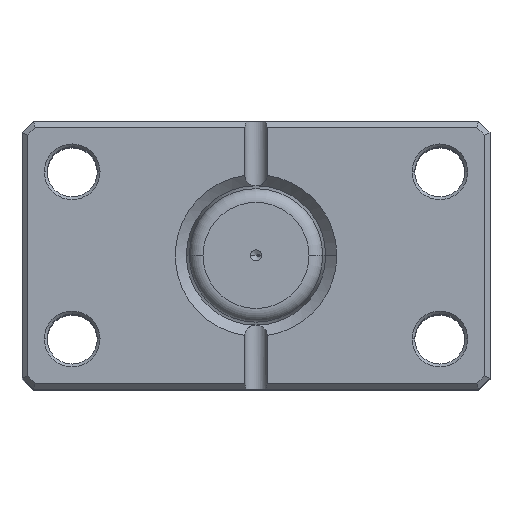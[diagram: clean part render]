
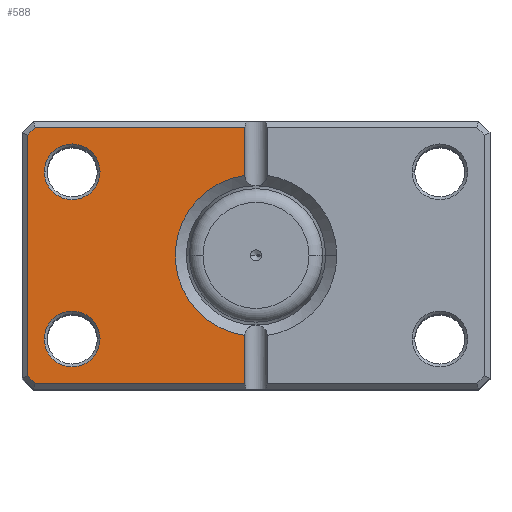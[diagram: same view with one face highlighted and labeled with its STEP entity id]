
A CAD part, top view. The second image highlights one B-rep face of the part: STEP entity #588.
In plain terms, the highlighted face is planar.
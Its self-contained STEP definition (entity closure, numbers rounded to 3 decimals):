
#28 = EDGE_CURVE ( 'NONE', #4723, #2999, #2008, .T. ) ;
#34 = EDGE_LOOP ( 'NONE', ( #1165, #2397 ) ) ;
#126 = ORIENTED_EDGE ( 'NONE', *, *, #5219, .T. ) ;
#194 = LINE ( 'NONE', #4317, #3798 ) ;
#272 = ORIENTED_EDGE ( 'NONE', *, *, #2647, .T. ) ;
#532 = CARTESIAN_POINT ( 'NONE',  ( 28., 15., 0. ) ) ;
#543 = AXIS2_PLACEMENT_3D ( 'NONE', #1274, #2327, #936 ) ;
#586 = LINE ( 'NONE', #3799, #2031 ) ;
#588 = ADVANCED_FACE ( 'NONE', ( #2612, #5060, #1566 ), #2689, .F. ) ;
#597 = CIRCLE ( 'NONE', #3807, 14.5 ) ;
#790 = DIRECTION ( 'NONE',  ( -1., 0., 0. ) ) ;
#834 = CARTESIAN_POINT ( 'NONE',  ( 33., 15., 0. ) ) ;
#916 = VECTOR ( 'NONE', #2089, 1000. ) ;
#936 = DIRECTION ( 'NONE',  ( 1., 0., 0. ) ) ;
#942 = EDGE_CURVE ( 'NONE', #2405, #5857, #1621, .T. ) ;
#1070 = DIRECTION ( 'NONE',  ( -0.707, -0.707, 0. ) ) ;
#1163 = LINE ( 'NONE', #5940, #3434 ) ;
#1165 = ORIENTED_EDGE ( 'NONE', *, *, #28, .T. ) ;
#1242 = LINE ( 'NONE', #1625, #916 ) ;
#1274 = CARTESIAN_POINT ( 'NONE',  ( 33., -15., 0. ) ) ;
#1319 = ORIENTED_EDGE ( 'NONE', *, *, #942, .T. ) ;
#1333 = DIRECTION ( 'NONE',  ( 1., 0., 0. ) ) ;
#1396 = EDGE_CURVE ( 'NONE', #5857, #2405, #3806, .T. ) ;
#1463 = EDGE_CURVE ( 'NONE', #4265, #5893, #5533, .T. ) ;
#1467 = ORIENTED_EDGE ( 'NONE', *, *, #1463, .T. ) ;
#1506 = CARTESIAN_POINT ( 'NONE',  ( 39.586, -23., 0. ) ) ;
#1566 = FACE_OUTER_BOUND ( 'NONE', #4459, .T. ) ;
#1610 = ORIENTED_EDGE ( 'NONE', *, *, #3750, .T. ) ;
#1612 = CARTESIAN_POINT ( 'NONE',  ( 41., 21.586, 0. ) ) ;
#1621 = CIRCLE ( 'NONE', #2257, 5. ) ;
#1625 = CARTESIAN_POINT ( 'NONE',  ( 2., 24., 0. ) ) ;
#1672 = VERTEX_POINT ( 'NONE', #5106 ) ;
#1679 = VERTEX_POINT ( 'NONE', #4641 ) ;
#1926 = VERTEX_POINT ( 'NONE', #1612 ) ;
#1962 = EDGE_CURVE ( 'NONE', #5893, #1926, #194, .T. ) ;
#2008 = CIRCLE ( 'NONE', #543, 5. ) ;
#2031 = VECTOR ( 'NONE', #1070, 1000. ) ;
#2089 = DIRECTION ( 'NONE',  ( 0., 1., 0. ) ) ;
#2134 = DIRECTION ( 'NONE',  ( 0., -1., 0. ) ) ;
#2257 = AXIS2_PLACEMENT_3D ( 'NONE', #4093, #3651, #3630 ) ;
#2290 = CARTESIAN_POINT ( 'NONE',  ( 33., -15., 0. ) ) ;
#2301 = CARTESIAN_POINT ( 'NONE',  ( 38., 15., 0. ) ) ;
#2327 = DIRECTION ( 'NONE',  ( 0., 0., 1. ) ) ;
#2390 = EDGE_CURVE ( 'NONE', #1672, #2598, #1163, .T. ) ;
#2397 = ORIENTED_EDGE ( 'NONE', *, *, #4842, .T. ) ;
#2405 = VERTEX_POINT ( 'NONE', #2301 ) ;
#2481 = DIRECTION ( 'NONE',  ( 0., 0., 1. ) ) ;
#2514 = CIRCLE ( 'NONE', #3288, 5. ) ;
#2519 = ORIENTED_EDGE ( 'NONE', *, *, #2390, .T. ) ;
#2598 = VERTEX_POINT ( 'NONE', #3334 ) ;
#2612 = FACE_BOUND ( 'NONE', #34, .T. ) ;
#2647 = EDGE_CURVE ( 'NONE', #1679, #5794, #586, .T. ) ;
#2652 = VECTOR ( 'NONE', #2134, 1000. ) ;
#2659 = ORIENTED_EDGE ( 'NONE', *, *, #1962, .T. ) ;
#2667 = DIRECTION ( 'NONE',  ( 1., 0., 0. ) ) ;
#2689 = PLANE ( 'NONE',  #4691 ) ;
#2710 = CARTESIAN_POINT ( 'NONE',  ( 0., 23., 0. ) ) ;
#2740 = DIRECTION ( 'NONE',  ( 1., 0., 0. ) ) ;
#2750 = EDGE_CURVE ( 'NONE', #1926, #1679, #3852, .T. ) ;
#2790 = EDGE_LOOP ( 'NONE', ( #4804, #1319 ) ) ;
#2999 = VERTEX_POINT ( 'NONE', #5910 ) ;
#3034 = CARTESIAN_POINT ( 'NONE',  ( 41., 0., 0. ) ) ;
#3062 = VERTEX_POINT ( 'NONE', #3634 ) ;
#3097 = VECTOR ( 'NONE', #3176, 1000. ) ;
#3170 = VECTOR ( 'NONE', #790, 1000. ) ;
#3176 = DIRECTION ( 'NONE',  ( 1., 0., 0. ) ) ;
#3193 = DIRECTION ( 'NONE',  ( 0., 1., 0. ) ) ;
#3288 = AXIS2_PLACEMENT_3D ( 'NONE', #2290, #5476, #2740 ) ;
#3334 = CARTESIAN_POINT ( 'NONE',  ( 2., -14.361, 0. ) ) ;
#3434 = VECTOR ( 'NONE', #3193, 1000. ) ;
#3480 = CARTESIAN_POINT ( 'NONE',  ( 2., 23., 0. ) ) ;
#3548 = CARTESIAN_POINT ( 'NONE',  ( 0., -23., 0. ) ) ;
#3630 = DIRECTION ( 'NONE',  ( 1., 0., 0. ) ) ;
#3634 = CARTESIAN_POINT ( 'NONE',  ( 2., 14.361, 0. ) ) ;
#3651 = DIRECTION ( 'NONE',  ( 0., 0., 1. ) ) ;
#3750 = EDGE_CURVE ( 'NONE', #5794, #1672, #5605, .T. ) ;
#3798 = VECTOR ( 'NONE', #5704, 1000. ) ;
#3799 = CARTESIAN_POINT ( 'NONE',  ( 31.293, -31.293, 0. ) ) ;
#3806 = CIRCLE ( 'NONE', #5260, 5. ) ;
#3807 = AXIS2_PLACEMENT_3D ( 'NONE', #5230, #2481, #5684 ) ;
#3852 = LINE ( 'NONE', #3034, #2652 ) ;
#3863 = ORIENTED_EDGE ( 'NONE', *, *, #2750, .T. ) ;
#4028 = DIRECTION ( 'NONE',  ( 0., 0., 1. ) ) ;
#4071 = EDGE_CURVE ( 'NONE', #2598, #3062, #597, .T. ) ;
#4093 = CARTESIAN_POINT ( 'NONE',  ( 33., 15., 0. ) ) ;
#4265 = VERTEX_POINT ( 'NONE', #3480 ) ;
#4317 = CARTESIAN_POINT ( 'NONE',  ( 31.293, 31.293, 0. ) ) ;
#4435 = CARTESIAN_POINT ( 'NONE',  ( 28., -15., 0. ) ) ;
#4459 = EDGE_LOOP ( 'NONE', ( #2519, #4951, #126, #1467, #2659, #3863, #272, #1610 ) ) ;
#4641 = CARTESIAN_POINT ( 'NONE',  ( 41., -21.586, 0. ) ) ;
#4691 = AXIS2_PLACEMENT_3D ( 'NONE', #5032, #5077, #2667 ) ;
#4723 = VERTEX_POINT ( 'NONE', #4435 ) ;
#4804 = ORIENTED_EDGE ( 'NONE', *, *, #1396, .T. ) ;
#4842 = EDGE_CURVE ( 'NONE', #2999, #4723, #2514, .T. ) ;
#4951 = ORIENTED_EDGE ( 'NONE', *, *, #4071, .T. ) ;
#5032 = CARTESIAN_POINT ( 'NONE',  ( 0., 0., 0. ) ) ;
#5060 = FACE_BOUND ( 'NONE', #2790, .T. ) ;
#5077 = DIRECTION ( 'NONE',  ( 0., 0., 1. ) ) ;
#5106 = CARTESIAN_POINT ( 'NONE',  ( 2., -23., 0. ) ) ;
#5216 = CARTESIAN_POINT ( 'NONE',  ( 39.586, 23., 0. ) ) ;
#5219 = EDGE_CURVE ( 'NONE', #3062, #4265, #1242, .T. ) ;
#5230 = CARTESIAN_POINT ( 'NONE',  ( 0., 0., 0. ) ) ;
#5260 = AXIS2_PLACEMENT_3D ( 'NONE', #834, #4028, #1333 ) ;
#5476 = DIRECTION ( 'NONE',  ( 0., 0., 1. ) ) ;
#5533 = LINE ( 'NONE', #2710, #3097 ) ;
#5605 = LINE ( 'NONE', #3548, #3170 ) ;
#5684 = DIRECTION ( 'NONE',  ( 1., 0., 0. ) ) ;
#5704 = DIRECTION ( 'NONE',  ( 0.707, -0.707, 0. ) ) ;
#5794 = VERTEX_POINT ( 'NONE', #1506 ) ;
#5857 = VERTEX_POINT ( 'NONE', #532 ) ;
#5893 = VERTEX_POINT ( 'NONE', #5216 ) ;
#5910 = CARTESIAN_POINT ( 'NONE',  ( 38., -15., 0. ) ) ;
#5940 = CARTESIAN_POINT ( 'NONE',  ( 2., 24., 0. ) ) ;
